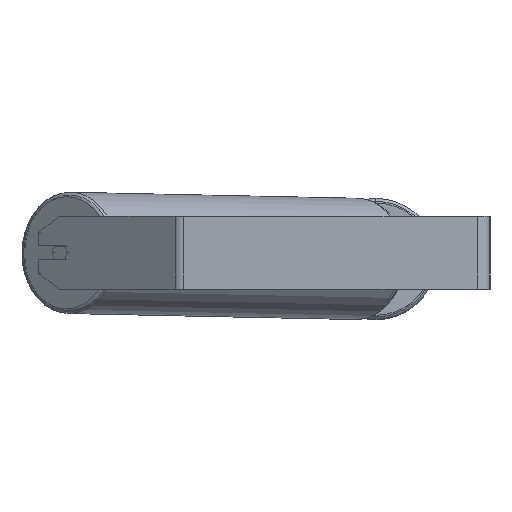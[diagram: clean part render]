
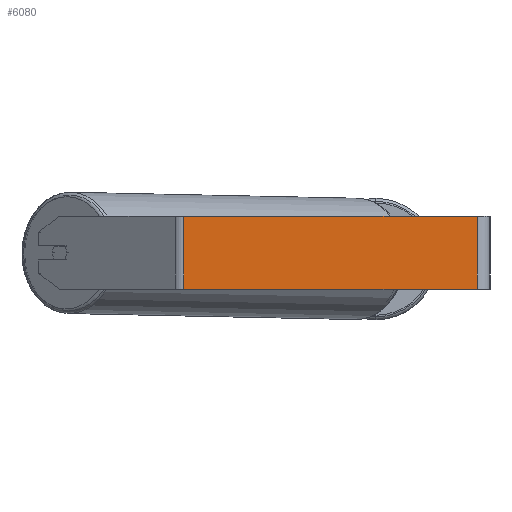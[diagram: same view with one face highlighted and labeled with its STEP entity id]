
A CAD part, left-side view. The second image highlights one B-rep face of the part: STEP entity #6080.
In plain terms, the highlighted planar face has unit normal (-1, 0, 0).
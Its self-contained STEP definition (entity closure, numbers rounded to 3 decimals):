
#97 = VECTOR ( 'NONE', #5294, 1000. ) ;
#230 = VECTOR ( 'NONE', #6420, 1000. ) ;
#384 = VECTOR ( 'NONE', #3625, 1000. ) ;
#819 = CARTESIAN_POINT ( 'NONE',  ( -800., 335.93, -40. ) ) ;
#1577 = CARTESIAN_POINT ( 'NONE',  ( -800., 14., 40. ) ) ;
#1689 = ORIENTED_EDGE ( 'NONE', *, *, #2637, .T. ) ;
#1723 = CARTESIAN_POINT ( 'NONE',  ( -800., 341.026, 40. ) ) ;
#1743 = EDGE_LOOP ( 'NONE', ( #2231, #4871, #4787, #1689 ) ) ;
#2149 = CARTESIAN_POINT ( 'NONE',  ( -800., 14., 40. ) ) ;
#2231 = ORIENTED_EDGE ( 'NONE', *, *, #5328, .T. ) ;
#2287 = DIRECTION ( 'NONE',  ( 1., 0., 0. ) ) ;
#2326 = LINE ( 'NONE', #4365, #3212 ) ;
#2593 = CARTESIAN_POINT ( 'NONE',  ( -800., 341.026, -40. ) ) ;
#2637 = EDGE_CURVE ( 'NONE', #7347, #5052, #2326, .T. ) ;
#2962 = FACE_OUTER_BOUND ( 'NONE', #1743, .T. ) ;
#3090 = VERTEX_POINT ( 'NONE', #7620 ) ;
#3212 = VECTOR ( 'NONE', #7078, 1000. ) ;
#3515 = AXIS2_PLACEMENT_3D ( 'NONE', #8357, #2287, #7649 ) ;
#3625 = DIRECTION ( 'NONE',  ( 0., 0., -1. ) ) ;
#3714 = PLANE ( 'NONE',  #3515 ) ;
#3727 = LINE ( 'NONE', #1723, #230 ) ;
#4365 = CARTESIAN_POINT ( 'NONE',  ( -800., 335.93, 40. ) ) ;
#4787 = ORIENTED_EDGE ( 'NONE', *, *, #5108, .F. ) ;
#4871 = ORIENTED_EDGE ( 'NONE', *, *, #6098, .F. ) ;
#5052 = VERTEX_POINT ( 'NONE', #819 ) ;
#5108 = EDGE_CURVE ( 'NONE', #7347, #5972, #3727, .T. ) ;
#5253 = LINE ( 'NONE', #2593, #97 ) ;
#5294 = DIRECTION ( 'NONE',  ( 0., -1., 0. ) ) ;
#5328 = EDGE_CURVE ( 'NONE', #5052, #3090, #5253, .T. ) ;
#5972 = VERTEX_POINT ( 'NONE', #2149 ) ;
#6080 = ADVANCED_FACE ( 'NONE', ( #2962 ), #3714, .F. ) ;
#6098 = EDGE_CURVE ( 'NONE', #5972, #3090, #6328, .T. ) ;
#6328 = LINE ( 'NONE', #1577, #384 ) ;
#6420 = DIRECTION ( 'NONE',  ( 0., -1., 0. ) ) ;
#6667 = CARTESIAN_POINT ( 'NONE',  ( -800., 335.93, 40. ) ) ;
#7078 = DIRECTION ( 'NONE',  ( 0., 0., -1. ) ) ;
#7347 = VERTEX_POINT ( 'NONE', #6667 ) ;
#7620 = CARTESIAN_POINT ( 'NONE',  ( -800., 14., -40. ) ) ;
#7649 = DIRECTION ( 'NONE',  ( 0., 0., -1. ) ) ;
#8357 = CARTESIAN_POINT ( 'NONE',  ( -800., 341.026, 40. ) ) ;
